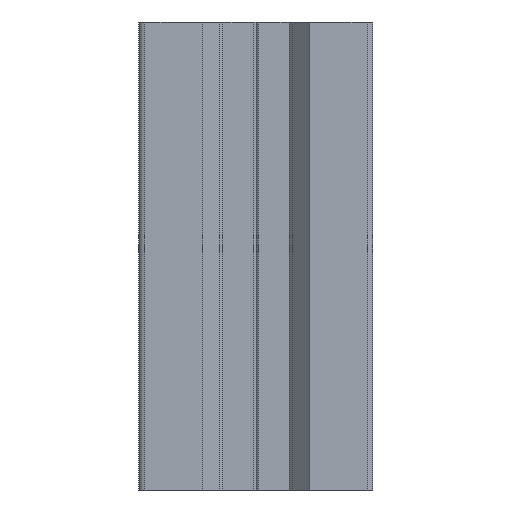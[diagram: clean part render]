
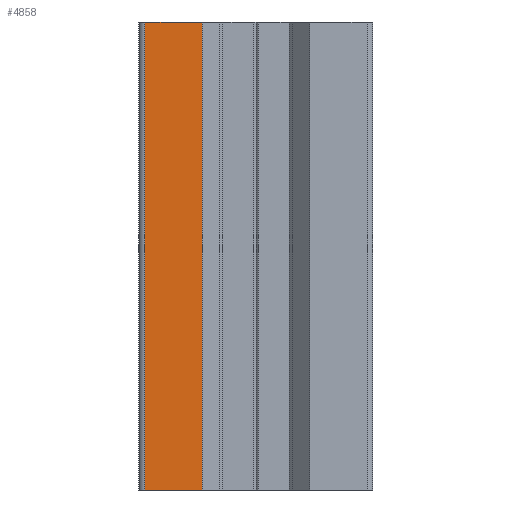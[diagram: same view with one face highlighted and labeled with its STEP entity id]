
A CAD part, front view. The second image highlights one B-rep face of the part: STEP entity #4858.
In plain terms, the highlighted planar face has unit normal (0, -1, 0).
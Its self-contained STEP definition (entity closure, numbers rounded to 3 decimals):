
#69=PLANE('',#5193);
#336=FACE_OUTER_BOUND('',#583,.T.);
#583=EDGE_LOOP('',(#3882,#3883,#3884,#3885));
#905=LINE('',#7545,#1523);
#1073=LINE('',#7899,#1691);
#1074=LINE('',#7903,#1692);
#1075=LINE('',#7904,#1693);
#1523=VECTOR('',#5749,10.);
#1691=VECTOR('',#5991,1000.);
#1692=VECTOR('',#5996,1000.);
#1693=VECTOR('',#5997,10.);
#2290=VERTEX_POINT('',#7542);
#2291=VERTEX_POINT('',#7544);
#2440=VERTEX_POINT('',#7898);
#2441=VERTEX_POINT('',#7902);
#2828=EDGE_CURVE('',#2291,#2290,#905,.T.);
#3007=EDGE_CURVE('',#2440,#2291,#1073,.T.);
#3009=EDGE_CURVE('',#2441,#2290,#1074,.T.);
#3010=EDGE_CURVE('',#2440,#2441,#1075,.T.);
#3882=ORIENTED_EDGE('',*,*,#2828,.T.);
#3883=ORIENTED_EDGE('',*,*,#3009,.F.);
#3884=ORIENTED_EDGE('',*,*,#3010,.F.);
#3885=ORIENTED_EDGE('',*,*,#3007,.T.);
#4858=ADVANCED_FACE('',(#336),#69,.T.);
#5193=AXIS2_PLACEMENT_3D('',#7901,#5994,#5995);
#5749=DIRECTION('',(1.,0.,0.));
#5991=DIRECTION('',(0.,0.,-1.));
#5994=DIRECTION('center_axis',(0.,-1.,0.));
#5995=DIRECTION('ref_axis',(0.,0.,-1.));
#5996=DIRECTION('',(0.,0.,-1.));
#5997=DIRECTION('',(1.,0.,0.));
#7542=CARTESIAN_POINT('',(-4.58,-40.,121.));
#7544=CARTESIAN_POINT('',(-9.5,-40.,121.));
#7545=CARTESIAN_POINT('',(0.,-40.,121.));
#7898=CARTESIAN_POINT('',(-9.5,-40.,161.));
#7899=CARTESIAN_POINT('',(-9.5,-40.,500.));
#7901=CARTESIAN_POINT('Origin',(0.,-40.,500.));
#7902=CARTESIAN_POINT('',(-4.58,-40.,161.));
#7903=CARTESIAN_POINT('',(-4.58,-40.,500.));
#7904=CARTESIAN_POINT('',(0.,-40.,161.));
